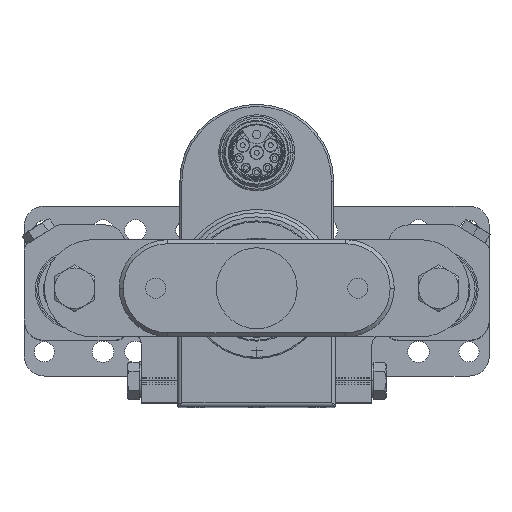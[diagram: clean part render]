
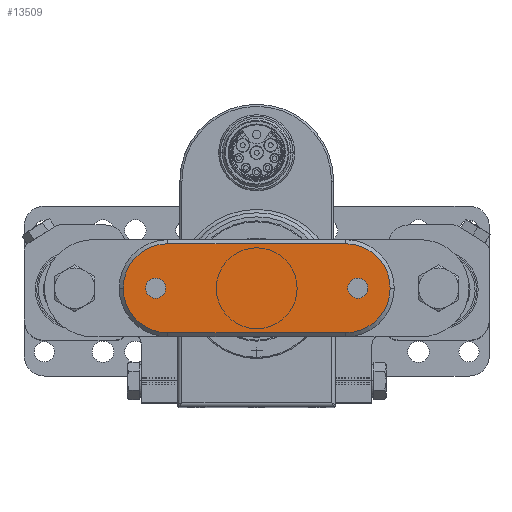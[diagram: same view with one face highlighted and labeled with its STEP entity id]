
A CAD part, top view. The second image highlights one B-rep face of the part: STEP entity #13509.
In plain terms, the highlighted planar face has unit normal (0, 0, 1).
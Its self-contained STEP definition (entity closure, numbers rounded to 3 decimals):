
#1196 = EDGE_CURVE ( 'NONE', #47534, #2053, #6806, .T. ) ;
#1572 = ORIENTED_EDGE ( 'NONE', *, *, #34827, .T. ) ;
#1654 = DIRECTION ( 'NONE',  ( -1., 0., 0. ) ) ;
#2053 = VERTEX_POINT ( 'NONE', #48096 ) ;
#2872 = LINE ( 'NONE', #27490, #25563 ) ;
#4170 = CARTESIAN_POINT ( 'NONE',  ( 33., 0., 9. ) ) ;
#4390 = CARTESIAN_POINT ( 'NONE',  ( 22.5, 0., 9. ) ) ;
#4650 = CARTESIAN_POINT ( 'NONE',  ( 22., -11., 9. ) ) ;
#4751 = DIRECTION ( 'NONE',  ( 0., 0., -1. ) ) ;
#5047 = EDGE_CURVE ( 'NONE', #2053, #25462, #14861, .T. ) ;
#5383 = EDGE_CURVE ( 'NONE', #20640, #30252, #41425, .T. ) ;
#5641 = DIRECTION ( 'NONE',  ( -1., 0., 0. ) ) ;
#5948 = AXIS2_PLACEMENT_3D ( 'NONE', #44277, #43752, #52577 ) ;
#6806 = CIRCLE ( 'NONE', #5948, 11. ) ;
#6877 = CARTESIAN_POINT ( 'NONE',  ( -22., 11., 9. ) ) ;
#8372 = EDGE_CURVE ( 'NONE', #47172, #47534, #2872, .T. ) ;
#8865 = ORIENTED_EDGE ( 'NONE', *, *, #40760, .T. ) ;
#8908 = CARTESIAN_POINT ( 'NONE',  ( 27.5, 0., 9. ) ) ;
#9780 = CARTESIAN_POINT ( 'NONE',  ( 0., 0., 9. ) ) ;
#10097 = CARTESIAN_POINT ( 'NONE',  ( 22., 0., 9. ) ) ;
#11397 = EDGE_CURVE ( 'NONE', #25462, #31509, #25251, .T. ) ;
#11460 = AXIS2_PLACEMENT_3D ( 'NONE', #24353, #40943, #28857 ) ;
#13024 = CARTESIAN_POINT ( 'NONE',  ( -25., 0., 9. ) ) ;
#13221 = AXIS2_PLACEMENT_3D ( 'NONE', #13024, #4751, #15990 ) ;
#13509 = ADVANCED_FACE ( 'NONE', ( #30090, #17539, #21545 ), #45639, .T. ) ;
#14238 = EDGE_CURVE ( 'NONE', #30252, #20640, #50755, .T. ) ;
#14308 = DIRECTION ( 'NONE',  ( 0., 0., 1. ) ) ;
#14861 = CIRCLE ( 'NONE', #11460, 11. ) ;
#15378 = AXIS2_PLACEMENT_3D ( 'NONE', #26804, #38315, #1654 ) ;
#15870 = CIRCLE ( 'NONE', #33832, 2.5 ) ;
#15990 = DIRECTION ( 'NONE',  ( -1., 0., 0. ) ) ;
#17539 = FACE_BOUND ( 'NONE', #28328, .T. ) ;
#17826 = DIRECTION ( 'NONE',  ( 0., 0., 1. ) ) ;
#18094 = DIRECTION ( 'NONE',  ( 1., 0., 0. ) ) ;
#19704 = ORIENTED_EDGE ( 'NONE', *, *, #42083, .T. ) ;
#19788 = VERTEX_POINT ( 'NONE', #4170 ) ;
#19874 = EDGE_CURVE ( 'NONE', #19788, #47172, #47339, .T. ) ;
#19938 = AXIS2_PLACEMENT_3D ( 'NONE', #46032, #38025, #5641 ) ;
#20640 = VERTEX_POINT ( 'NONE', #32656 ) ;
#21265 = CARTESIAN_POINT ( 'NONE',  ( 22., 0., 9. ) ) ;
#21303 = CARTESIAN_POINT ( 'NONE',  ( 22., 11., 9. ) ) ;
#21545 = FACE_OUTER_BOUND ( 'NONE', #26407, .T. ) ;
#21994 = EDGE_LOOP ( 'NONE', ( #8865, #1572 ) ) ;
#22414 = DIRECTION ( 'NONE',  ( -1., 0., 0. ) ) ;
#23864 = ORIENTED_EDGE ( 'NONE', *, *, #8372, .T. ) ;
#24353 = CARTESIAN_POINT ( 'NONE',  ( -22., 0., 9. ) ) ;
#25251 = LINE ( 'NONE', #4650, #52160 ) ;
#25305 = DIRECTION ( 'NONE',  ( 0., 0., 1. ) ) ;
#25462 = VERTEX_POINT ( 'NONE', #37956 ) ;
#25563 = VECTOR ( 'NONE', #35770, 1000. ) ;
#25581 = ORIENTED_EDGE ( 'NONE', *, *, #5383, .T. ) ;
#26407 = EDGE_LOOP ( 'NONE', ( #48668, #30331, #31386, #19704, #43186, #23864 ) ) ;
#26804 = CARTESIAN_POINT ( 'NONE',  ( 25., 0., 9. ) ) ;
#27490 = CARTESIAN_POINT ( 'NONE',  ( -22., 11., 9. ) ) ;
#28287 = ORIENTED_EDGE ( 'NONE', *, *, #14238, .T. ) ;
#28328 = EDGE_LOOP ( 'NONE', ( #25581, #28287 ) ) ;
#28857 = DIRECTION ( 'NONE',  ( 1., 0., 0. ) ) ;
#29019 = DIRECTION ( 'NONE',  ( 1., 0., 0. ) ) ;
#30090 = FACE_BOUND ( 'NONE', #21994, .T. ) ;
#30252 = VERTEX_POINT ( 'NONE', #39479 ) ;
#30262 = AXIS2_PLACEMENT_3D ( 'NONE', #21265, #25305, #29019 ) ;
#30331 = ORIENTED_EDGE ( 'NONE', *, *, #5047, .T. ) ;
#30627 = VERTEX_POINT ( 'NONE', #4390 ) ;
#31386 = ORIENTED_EDGE ( 'NONE', *, *, #11397, .T. ) ;
#31509 = VERTEX_POINT ( 'NONE', #31928 ) ;
#31928 = CARTESIAN_POINT ( 'NONE',  ( 22., -11., 9. ) ) ;
#32605 = CIRCLE ( 'NONE', #45408, 11. ) ;
#32656 = CARTESIAN_POINT ( 'NONE',  ( -27.5, 0., 9. ) ) ;
#33832 = AXIS2_PLACEMENT_3D ( 'NONE', #39272, #35252, #22414 ) ;
#33902 = VERTEX_POINT ( 'NONE', #8908 ) ;
#34827 = EDGE_CURVE ( 'NONE', #33902, #30627, #15870, .T. ) ;
#35252 = DIRECTION ( 'NONE',  ( 0., 0., -1. ) ) ;
#35770 = DIRECTION ( 'NONE',  ( -1., 0., 0. ) ) ;
#37547 = DIRECTION ( 'NONE',  ( 1., 0., 0. ) ) ;
#37956 = CARTESIAN_POINT ( 'NONE',  ( -22., -11., 9. ) ) ;
#38025 = DIRECTION ( 'NONE',  ( 0., 0., -1. ) ) ;
#38315 = DIRECTION ( 'NONE',  ( 0., 0., -1. ) ) ;
#38476 = CIRCLE ( 'NONE', #15378, 2.5 ) ;
#39272 = CARTESIAN_POINT ( 'NONE',  ( 25., 0., 9. ) ) ;
#39479 = CARTESIAN_POINT ( 'NONE',  ( -22.5, 0., 9. ) ) ;
#40760 = EDGE_CURVE ( 'NONE', #30627, #33902, #38476, .T. ) ;
#40943 = DIRECTION ( 'NONE',  ( 0., 0., 1. ) ) ;
#41425 = CIRCLE ( 'NONE', #13221, 2.5 ) ;
#42083 = EDGE_CURVE ( 'NONE', #31509, #19788, #32605, .T. ) ;
#42133 = AXIS2_PLACEMENT_3D ( 'NONE', #9780, #14308, #46422 ) ;
#43186 = ORIENTED_EDGE ( 'NONE', *, *, #19874, .T. ) ;
#43752 = DIRECTION ( 'NONE',  ( 0., 0., 1. ) ) ;
#44277 = CARTESIAN_POINT ( 'NONE',  ( -22., 0., 9. ) ) ;
#45408 = AXIS2_PLACEMENT_3D ( 'NONE', #10097, #17826, #18094 ) ;
#45639 = PLANE ( 'NONE',  #42133 ) ;
#46032 = CARTESIAN_POINT ( 'NONE',  ( -25., 0., 9. ) ) ;
#46422 = DIRECTION ( 'NONE',  ( 1., 0., 0. ) ) ;
#47172 = VERTEX_POINT ( 'NONE', #21303 ) ;
#47339 = CIRCLE ( 'NONE', #30262, 11. ) ;
#47534 = VERTEX_POINT ( 'NONE', #6877 ) ;
#48096 = CARTESIAN_POINT ( 'NONE',  ( -33., 0., 9. ) ) ;
#48668 = ORIENTED_EDGE ( 'NONE', *, *, #1196, .T. ) ;
#50755 = CIRCLE ( 'NONE', #19938, 2.5 ) ;
#52160 = VECTOR ( 'NONE', #37547, 1000. ) ;
#52577 = DIRECTION ( 'NONE',  ( 1., 0., 0. ) ) ;
